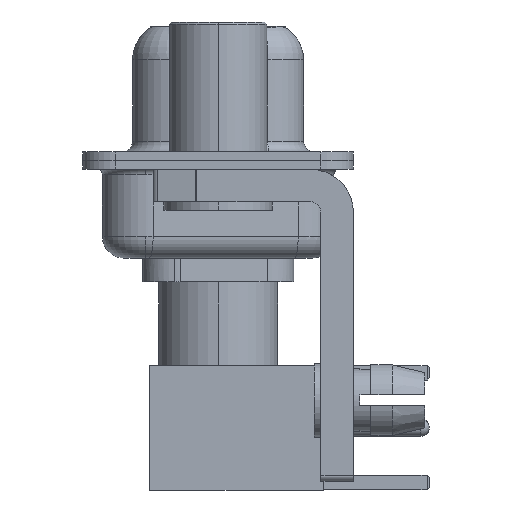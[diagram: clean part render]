
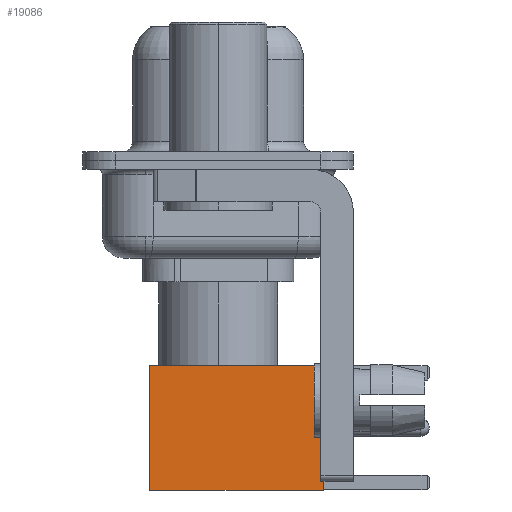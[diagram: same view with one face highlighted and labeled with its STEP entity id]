
A CAD part, left-side view. The second image highlights one B-rep face of the part: STEP entity #19086.
In plain terms, the highlighted face is planar.
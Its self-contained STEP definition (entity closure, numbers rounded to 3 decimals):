
#412 = DIRECTION ( 'NONE',  ( 0., 0., -1. ) ) ;
#1643 = DIRECTION ( 'NONE',  ( 0., 1., 0. ) ) ;
#2961 = PLANE ( 'NONE',  #15369 ) ;
#2998 = CARTESIAN_POINT ( 'NONE',  ( -2.875, 2.875, 0. ) ) ;
#4465 = VERTEX_POINT ( 'NONE', #7465 ) ;
#5153 = EDGE_LOOP ( 'NONE', ( #13927, #20415, #12300, #20774 ) ) ;
#6597 = VECTOR ( 'NONE', #14040, 1000. ) ;
#7355 = LINE ( 'NONE', #7473, #19588 ) ;
#7465 = CARTESIAN_POINT ( 'NONE',  ( 2.875, 2.875, 8. ) ) ;
#7473 = CARTESIAN_POINT ( 'NONE',  ( -2.875, 2.875, 0. ) ) ;
#8160 = LINE ( 'NONE', #15383, #12127 ) ;
#8280 = DIRECTION ( 'NONE',  ( 0., 0., -1. ) ) ;
#8519 = DIRECTION ( 'NONE',  ( -1., 0., 0. ) ) ;
#9277 = EDGE_CURVE ( 'NONE', #20474, #21250, #7355, .T. ) ;
#9750 = FACE_OUTER_BOUND ( 'NONE', #5153, .T. ) ;
#10815 = DIRECTION ( 'NONE',  ( 0., 0., 1. ) ) ;
#10919 = EDGE_CURVE ( 'NONE', #4465, #20474, #8160, .T. ) ;
#12127 = VECTOR ( 'NONE', #8519, 1000. ) ;
#12300 = ORIENTED_EDGE ( 'NONE', *, *, #9277, .F. ) ;
#13370 = EDGE_CURVE ( 'NONE', #4465, #18020, #21055, .T. ) ;
#13927 = ORIENTED_EDGE ( 'NONE', *, *, #13370, .T. ) ;
#14040 = DIRECTION ( 'NONE',  ( -1., 0., 0. ) ) ;
#15369 = AXIS2_PLACEMENT_3D ( 'NONE', #17266, #1643, #10815 ) ;
#15383 = CARTESIAN_POINT ( 'NONE',  ( 0., 2.875, 8. ) ) ;
#15481 = CARTESIAN_POINT ( 'NONE',  ( -2.875, 2.875, 8. ) ) ;
#16198 = EDGE_CURVE ( 'NONE', #18020, #21250, #17843, .T. ) ;
#17266 = CARTESIAN_POINT ( 'NONE',  ( 2.875, 2.875, 0. ) ) ;
#17843 = LINE ( 'NONE', #19839, #6597 ) ;
#18020 = VERTEX_POINT ( 'NONE', #18738 ) ;
#18738 = CARTESIAN_POINT ( 'NONE',  ( 2.875, 2.875, 0. ) ) ;
#19086 = ADVANCED_FACE ( 'NONE', ( #9750 ), #2961, .T. ) ;
#19588 = VECTOR ( 'NONE', #412, 1000. ) ;
#19839 = CARTESIAN_POINT ( 'NONE',  ( 0., 2.875, 0. ) ) ;
#20415 = ORIENTED_EDGE ( 'NONE', *, *, #16198, .T. ) ;
#20474 = VERTEX_POINT ( 'NONE', #15481 ) ;
#20774 = ORIENTED_EDGE ( 'NONE', *, *, #10919, .F. ) ;
#21055 = LINE ( 'NONE', #22474, #21683 ) ;
#21250 = VERTEX_POINT ( 'NONE', #2998 ) ;
#21683 = VECTOR ( 'NONE', #8280, 1000. ) ;
#22474 = CARTESIAN_POINT ( 'NONE',  ( 2.875, 2.875, 0. ) ) ;
